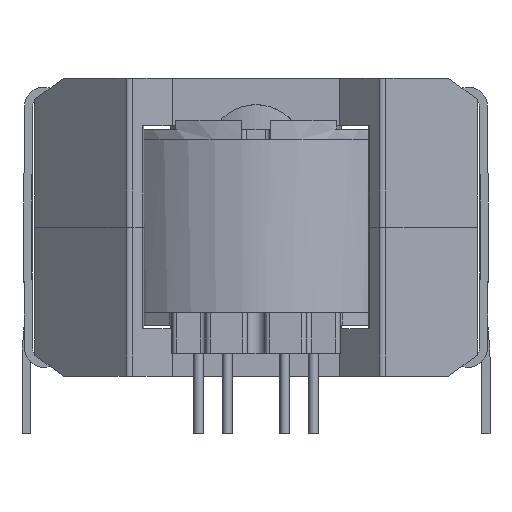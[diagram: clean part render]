
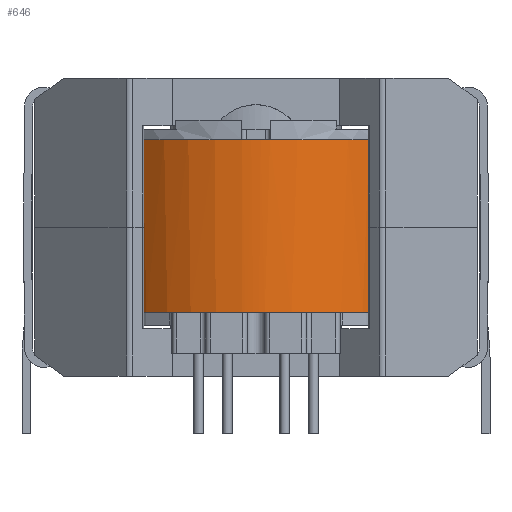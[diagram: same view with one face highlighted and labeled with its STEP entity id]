
A CAD part, front view. The second image highlights one B-rep face of the part: STEP entity #646.
In plain terms, the highlighted cylindrical face has radius 10 mm (diameter 20 mm), a full revolution.
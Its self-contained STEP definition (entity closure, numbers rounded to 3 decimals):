
#646 = ADVANCED_FACE( '', ( #1325, #1326 ), #1327, .T. );
#1325 = FACE_OUTER_BOUND( '', #2010, .T. );
#1326 = FACE_OUTER_BOUND( '', #2011, .T. );
#1327 = CYLINDRICAL_SURFACE( '', #2012, 10. );
#2010 = EDGE_LOOP( '', ( #3884, #3885, #3886, #3887 ) );
#2011 = EDGE_LOOP( '', ( #3888, #3889 ) );
#2012 = AXIS2_PLACEMENT_3D( '', #3890, #3891, #3892 );
#3884 = ORIENTED_EDGE( '', *, *, #4067, .F. );
#3885 = ORIENTED_EDGE( '', *, *, #4237, .F. );
#3886 = ORIENTED_EDGE( '', *, *, #4602, .F. );
#3887 = ORIENTED_EDGE( '', *, *, #4697, .F. );
#3888 = ORIENTED_EDGE( '', *, *, #4422, .T. );
#3889 = ORIENTED_EDGE( '', *, *, #4651, .T. );
#3890 = CARTESIAN_POINT( '', ( 0., 0., 20.885 ) );
#3891 = DIRECTION( '', ( 0., 0., 1. ) );
#3892 = DIRECTION( '', ( -1., 0., 0. ) );
#4067 = EDGE_CURVE( '', #4872, #4868, #4874, .T. );
#4237 = EDGE_CURVE( '', #5160, #4872, #5162, .T. );
#4422 = EDGE_CURVE( '', #5452, #5450, #5453, .T. );
#4602 = EDGE_CURVE( '', #5331, #5160, #5711, .T. );
#4651 = EDGE_CURVE( '', #5450, #5452, #5774, .T. );
#4697 = EDGE_CURVE( '', #4868, #5331, #5825, .T. );
#4868 = VERTEX_POINT( '', #6028 );
#4872 = VERTEX_POINT( '', #6033 );
#4874 = CIRCLE( '', #6036, 10. );
#5160 = VERTEX_POINT( '', #6425 );
#5162 = CIRCLE( '', #6428, 10. );
#5331 = VERTEX_POINT( '', #6690 );
#5450 = VERTEX_POINT( '', #6869 );
#5452 = VERTEX_POINT( '', #6872 );
#5453 = CIRCLE( '', #6873, 10. );
#5711 = CIRCLE( '', #7228, 10. );
#5774 = CIRCLE( '', #7313, 10. );
#5825 = CIRCLE( '', #7384, 10. );
#6028 = CARTESIAN_POINT( '', ( 0.55, 9.985, 3.975 ) );
#6033 = CARTESIAN_POINT( '', ( -0.55, 9.985, 3.975 ) );
#6036 = AXIS2_PLACEMENT_3D( '', #7552, #7553, #7554 );
#6425 = CARTESIAN_POINT( '', ( -0.55, -9.985, 3.975 ) );
#6428 = AXIS2_PLACEMENT_3D( '', #7792, #7793, #7794 );
#6690 = CARTESIAN_POINT( '', ( 0.55, -9.985, 3.975 ) );
#6869 = CARTESIAN_POINT( '', ( -0.875, -9.962, 14.775 ) );
#6872 = CARTESIAN_POINT( '', ( 0.875, -9.962, 14.775 ) );
#6873 = AXIS2_PLACEMENT_3D( '', #8021, #8022, #8023 );
#7228 = AXIS2_PLACEMENT_3D( '', #8229, #8230, #8231 );
#7313 = AXIS2_PLACEMENT_3D( '', #8275, #8276, #8277 );
#7384 = AXIS2_PLACEMENT_3D( '', #8325, #8326, #8327 );
#7552 = CARTESIAN_POINT( '', ( 0., 0., 3.975 ) );
#7553 = DIRECTION( '', ( 0., 0., -1. ) );
#7554 = DIRECTION( '', ( -1., 0., 0. ) );
#7792 = CARTESIAN_POINT( '', ( 0., 0., 3.975 ) );
#7793 = DIRECTION( '', ( 0., 0., -1. ) );
#7794 = DIRECTION( '', ( -1., 0., 0. ) );
#8021 = CARTESIAN_POINT( '', ( 0., 0., 14.775 ) );
#8022 = DIRECTION( '', ( 0., 0., -1. ) );
#8023 = DIRECTION( '', ( -1., 0., 0. ) );
#8229 = CARTESIAN_POINT( '', ( 0., 0., 3.975 ) );
#8230 = DIRECTION( '', ( 0., 0., -1. ) );
#8231 = DIRECTION( '', ( -1., 0., 0. ) );
#8275 = CARTESIAN_POINT( '', ( 0., 0., 14.775 ) );
#8276 = DIRECTION( '', ( 0., 0., -1. ) );
#8277 = DIRECTION( '', ( -1., 0., 0. ) );
#8325 = CARTESIAN_POINT( '', ( 0., 0., 3.975 ) );
#8326 = DIRECTION( '', ( 0., 0., -1. ) );
#8327 = DIRECTION( '', ( -1., 0., 0. ) );
